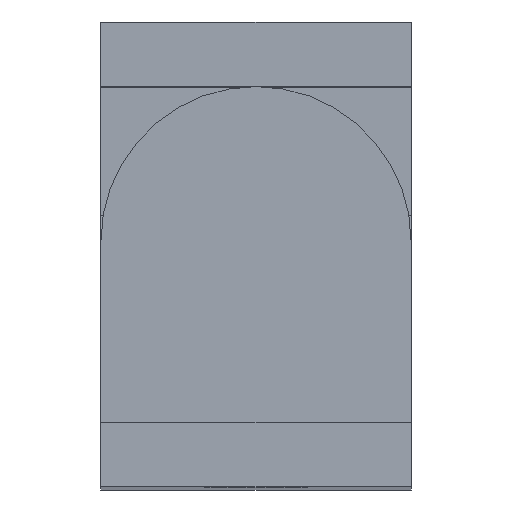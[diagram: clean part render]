
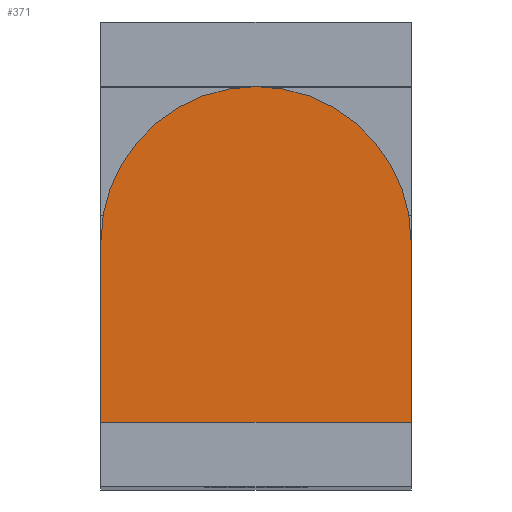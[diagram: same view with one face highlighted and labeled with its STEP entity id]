
A CAD part, top view. The second image highlights one B-rep face of the part: STEP entity #371.
In plain terms, the highlighted planar face has unit normal (0, 0, 1).
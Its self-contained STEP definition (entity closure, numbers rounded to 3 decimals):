
#60 = VERTEX_POINT ( 'NONE', #1204 ) ;
#131 = CARTESIAN_POINT ( 'NONE',  ( 0., 9.5, -14.5 ) ) ;
#185 = LINE ( 'NONE', #436, #913 ) ;
#250 = FACE_OUTER_BOUND ( 'NONE', #434, .T. ) ;
#300 = ORIENTED_EDGE ( 'NONE', *, *, #687, .T. ) ;
#341 = VERTEX_POINT ( 'NONE', #1676 ) ;
#365 = VERTEX_POINT ( 'NONE', #518 ) ;
#371 = ADVANCED_FACE ( 'NONE', ( #250 ), #1164, .F. ) ;
#373 = CARTESIAN_POINT ( 'NONE',  ( 6., 2.5, -14.5 ) ) ;
#390 = ORIENTED_EDGE ( 'NONE', *, *, #952, .F. ) ;
#421 = VECTOR ( 'NONE', #616, 1000. ) ;
#434 = EDGE_LOOP ( 'NONE', ( #390, #800, #300, #1221 ) ) ;
#436 = CARTESIAN_POINT ( 'NONE',  ( 6., 2.5, -14.5 ) ) ;
#518 = CARTESIAN_POINT ( 'NONE',  ( -6., 2.5, -14.5 ) ) ;
#616 = DIRECTION ( 'NONE',  ( 0., -1., 0. ) ) ;
#622 = DIRECTION ( 'NONE',  ( 0., 0., -1. ) ) ;
#687 = EDGE_CURVE ( 'NONE', #341, #365, #986, .T. ) ;
#763 = DIRECTION ( 'NONE',  ( 0., 1., 0. ) ) ;
#800 = ORIENTED_EDGE ( 'NONE', *, *, #819, .F. ) ;
#819 = EDGE_CURVE ( 'NONE', #341, #1309, #996, .T. ) ;
#835 = CARTESIAN_POINT ( 'NONE',  ( 6., 9.5, -14.5 ) ) ;
#913 = VECTOR ( 'NONE', #1211, 1000. ) ;
#919 = DIRECTION ( 'NONE',  ( 0., 1., 0. ) ) ;
#935 = LINE ( 'NONE', #942, #1545 ) ;
#942 = CARTESIAN_POINT ( 'NONE',  ( 6., 2.5, -14.5 ) ) ;
#952 = EDGE_CURVE ( 'NONE', #1309, #60, #935, .T. ) ;
#986 = LINE ( 'NONE', #1498, #421 ) ;
#996 = CIRCLE ( 'NONE', #1464, 6. ) ;
#1164 = PLANE ( 'NONE',  #1551 ) ;
#1204 = CARTESIAN_POINT ( 'NONE',  ( 6., 2.5, -14.5 ) ) ;
#1211 = DIRECTION ( 'NONE',  ( -1., 0., 0. ) ) ;
#1221 = ORIENTED_EDGE ( 'NONE', *, *, #1626, .F. ) ;
#1309 = VERTEX_POINT ( 'NONE', #835 ) ;
#1314 = DIRECTION ( 'NONE',  ( 0., -1., 0. ) ) ;
#1464 = AXIS2_PLACEMENT_3D ( 'NONE', #131, #1544, #919 ) ;
#1498 = CARTESIAN_POINT ( 'NONE',  ( -6., 2.5, -14.5 ) ) ;
#1544 = DIRECTION ( 'NONE',  ( 0., 0., -1. ) ) ;
#1545 = VECTOR ( 'NONE', #1314, 1000. ) ;
#1551 = AXIS2_PLACEMENT_3D ( 'NONE', #373, #622, #763 ) ;
#1626 = EDGE_CURVE ( 'NONE', #60, #365, #185, .T. ) ;
#1676 = CARTESIAN_POINT ( 'NONE',  ( -6., 9.5, -14.5 ) ) ;
